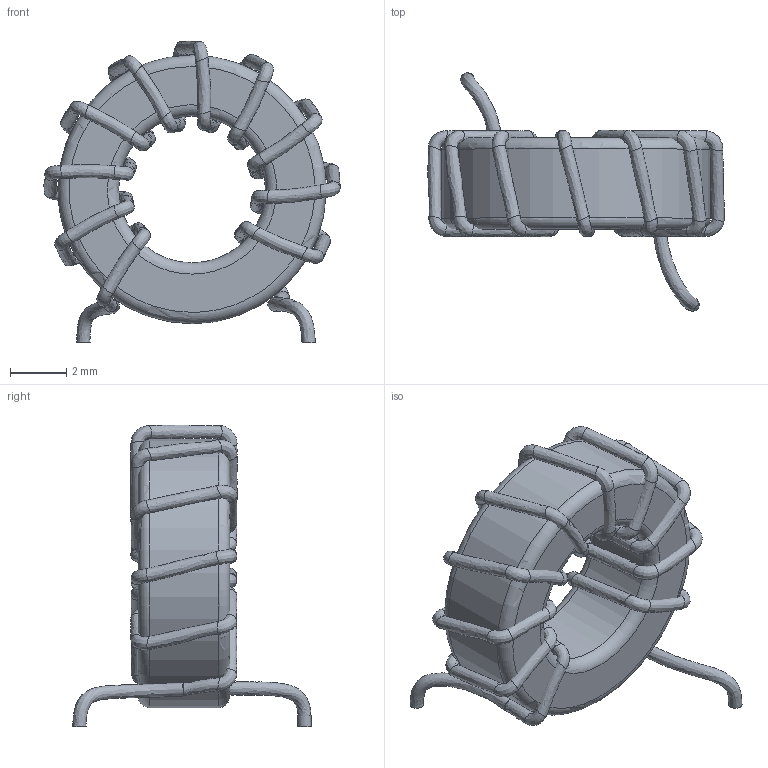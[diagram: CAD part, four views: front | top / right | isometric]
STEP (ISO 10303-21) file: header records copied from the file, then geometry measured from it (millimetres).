
FILE_DESCRIPTION(('FreeCAD Model'),'2;1');
FILE_NAME('Open CASCADE Shape Model','2022-07-30T19:35:24',( 'kicad StepUp'),('ksu MCAD'),'Open CASCADE STEP processor 7.5', 'FreeCAD','Unknown');
FILE_SCHEMA(('AUTOMOTIVE_DESIGN { 1 0 10303 214 1 1 1 1 }'));
Length unit declared in the file: millimetre
Products named in the file (5): T37-6 IND004; T37-6 IND; T37-6 IND001; T37-6 IND002; T37-6 IND003
Assembly tree (4 placements, depth 2):
  T37-6 IND004
    T37-6 IND
    T37-6 IND001
    T37-6 IND002
    T37-6 IND003
Bounding box: 10.52 x 8.47 x 10.72 mm (x, y, z)
Surface area: 417.2 mm2 (no closed solid volume)
Topology: 0 solids, 4 shells, 91 faces, 254 edges, 165 vertices
Faces by surface type: bspline 83, torus 4, cylinder 2, plane 2
Full cylindrical faces by diameter (mm): 5.21 x1, 9.53 x1
Entity records: 9766 total; most frequent: CARTESIAN_POINT 7739, ORIENTED_EDGE 498, DIRECTION 346, EDGE_CURVE 254, AXIS2_PLACEMENT_3D 173, VERTEX_POINT 165, CIRCLE 160, FACE_BOUND 93
